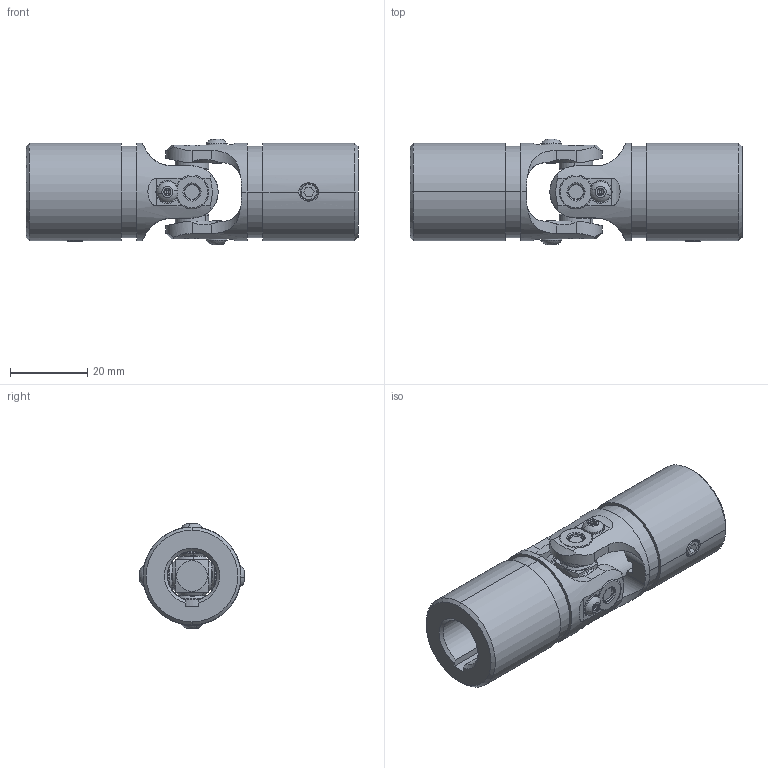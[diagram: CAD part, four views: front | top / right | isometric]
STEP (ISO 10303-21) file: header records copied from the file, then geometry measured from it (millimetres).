
FILE_DESCRIPTION (( 'STEP AP214' ), '1' );
FILE_NAME ('UJ-NB1000x500K.STEP', '2018-06-08T20:39:58', ( 'rick' ), ( 'Hewlett-Packard Company' ), 'SwSTEP 2.0', 'SolidWorks 2017', '' );
FILE_SCHEMA (( 'AUTOMOTIVE_DESIGN' ));
Length unit declared in the file: inch
Products named in the file (9): M-341-CUP_M-341-CUP; 4-40 BHCS_92949A105; O-RING, DOUBLE SEAL_90025K127; NBX1000_NBX1000; NBY1000_NBY1000x500KB; UJ-NB1000x500K; 10-32 SOCKET SET SCREW_NSD625-57; M-341_M-341; M-341-ROLLER_M-341-ROLLER
Assembly tree (19 placements, depth 3):
  UJ-NB1000x500K
    NBY1000_NBY1000x500KB  x2
    NBX1000_NBX1000
    O-RING, DOUBLE SEAL_90025K127  x4
    4-40 BHCS_92949A105  x4
    M-341_M-341  x4
      M-341-CUP_M-341-CUP
      M-341-ROLLER_M-341-ROLLER
    10-32 SOCKET SET SCREW_NSD625-57  x2
Bounding box: 85.72 x 27.25 x 27.25 mm (x, y, z)
Volume: 27417.5 mm3; surface area: 16714.9 mm2
Topology: 73 solids, 73 shells, 1318 faces, 2726 edges, 1582 vertices
Faces by surface type: cylinder 364, cone 322, torus 312, plane 304, sphere 16
Entity records: 13546 total; most frequent: CARTESIAN_POINT 3336, DIRECTION 2217, ORIENTED_EDGE 1852, AXIS2_PLACEMENT_3D 958, EDGE_CURVE 926, VERTEX_POINT 551, CIRCLE 508, EDGE_LOOP 453
